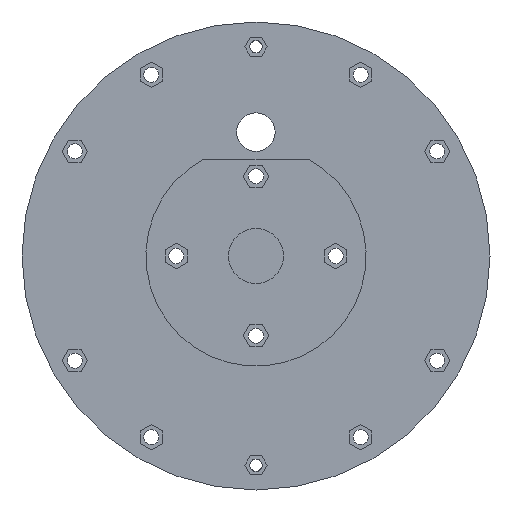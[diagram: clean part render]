
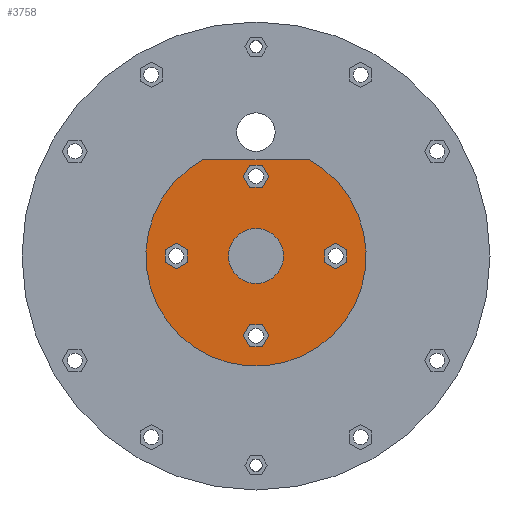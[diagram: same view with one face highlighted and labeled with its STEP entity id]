
A CAD part, front view. The second image highlights one B-rep face of the part: STEP entity #3758.
In plain terms, the highlighted planar face has unit normal (0, -1, 0).
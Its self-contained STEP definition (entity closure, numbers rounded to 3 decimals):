
#139=FACE_BOUND('',#715,.T.);
#140=FACE_BOUND('',#716,.T.);
#141=FACE_BOUND('',#717,.T.);
#142=FACE_BOUND('',#718,.T.);
#143=FACE_BOUND('',#719,.T.);
#296=CIRCLE('',#4122,10.);
#299=CIRCLE('',#4127,40.);
#476=FACE_OUTER_BOUND('',#714,.T.);
#714=EDGE_LOOP('',(#3241,#3242));
#715=EDGE_LOOP('',(#3243,#3244,#3245,#3246,#3247,#3248));
#716=EDGE_LOOP('',(#3249,#3250,#3251,#3252,#3253,#3254));
#717=EDGE_LOOP('',(#3255,#3256,#3257,#3258,#3259,#3260));
#718=EDGE_LOOP('',(#3261,#3262,#3263,#3264,#3265,#3266));
#719=EDGE_LOOP('',(#3267));
#771=LINE('',#5254,#1146);
#775=LINE('',#5262,#1150);
#778=LINE('',#5268,#1153);
#781=LINE('',#5274,#1156);
#784=LINE('',#5280,#1159);
#787=LINE('',#5285,#1162);
#789=LINE('',#5293,#1164);
#793=LINE('',#5301,#1168);
#796=LINE('',#5307,#1171);
#799=LINE('',#5313,#1174);
#802=LINE('',#5319,#1177);
#805=LINE('',#5324,#1180);
#807=LINE('',#5332,#1182);
#811=LINE('',#5340,#1186);
#814=LINE('',#5346,#1189);
#817=LINE('',#5352,#1192);
#820=LINE('',#5358,#1195);
#823=LINE('',#5363,#1198);
#825=LINE('',#5371,#1200);
#829=LINE('',#5379,#1204);
#832=LINE('',#5385,#1207);
#835=LINE('',#5391,#1210);
#838=LINE('',#5397,#1213);
#841=LINE('',#5402,#1216);
#1117=LINE('',#6307,#1492);
#1146=VECTOR('',#4173,10.);
#1150=VECTOR('',#4179,10.);
#1153=VECTOR('',#4184,10.);
#1156=VECTOR('',#4189,10.);
#1159=VECTOR('',#4194,10.);
#1162=VECTOR('',#4199,10.);
#1164=VECTOR('',#4207,10.);
#1168=VECTOR('',#4213,10.);
#1171=VECTOR('',#4218,10.);
#1174=VECTOR('',#4223,10.);
#1177=VECTOR('',#4228,10.);
#1180=VECTOR('',#4233,10.);
#1182=VECTOR('',#4241,10.);
#1186=VECTOR('',#4247,10.);
#1189=VECTOR('',#4252,10.);
#1192=VECTOR('',#4257,10.);
#1195=VECTOR('',#4262,10.);
#1198=VECTOR('',#4267,10.);
#1200=VECTOR('',#4275,10.);
#1204=VECTOR('',#4281,10.);
#1207=VECTOR('',#4286,10.);
#1210=VECTOR('',#4291,10.);
#1213=VECTOR('',#4296,10.);
#1216=VECTOR('',#4301,10.);
#1492=VECTOR('',#5141,10.);
#1521=VERTEX_POINT('',#5252);
#1522=VERTEX_POINT('',#5253);
#1525=VERTEX_POINT('',#5261);
#1527=VERTEX_POINT('',#5267);
#1529=VERTEX_POINT('',#5273);
#1531=VERTEX_POINT('',#5279);
#1534=VERTEX_POINT('',#5291);
#1535=VERTEX_POINT('',#5292);
#1538=VERTEX_POINT('',#5300);
#1540=VERTEX_POINT('',#5306);
#1542=VERTEX_POINT('',#5312);
#1544=VERTEX_POINT('',#5318);
#1547=VERTEX_POINT('',#5330);
#1548=VERTEX_POINT('',#5331);
#1551=VERTEX_POINT('',#5339);
#1553=VERTEX_POINT('',#5345);
#1555=VERTEX_POINT('',#5351);
#1557=VERTEX_POINT('',#5357);
#1560=VERTEX_POINT('',#5369);
#1561=VERTEX_POINT('',#5370);
#1564=VERTEX_POINT('',#5378);
#1566=VERTEX_POINT('',#5384);
#1568=VERTEX_POINT('',#5390);
#1570=VERTEX_POINT('',#5396);
#1857=VERTEX_POINT('',#6290);
#1861=VERTEX_POINT('',#6300);
#1862=VERTEX_POINT('',#6302);
#1867=EDGE_CURVE('',#1521,#1522,#771,.T.);
#1871=EDGE_CURVE('',#1522,#1525,#775,.T.);
#1874=EDGE_CURVE('',#1525,#1527,#778,.T.);
#1877=EDGE_CURVE('',#1527,#1529,#781,.T.);
#1880=EDGE_CURVE('',#1531,#1521,#784,.T.);
#1883=EDGE_CURVE('',#1529,#1531,#787,.T.);
#1886=EDGE_CURVE('',#1534,#1535,#789,.T.);
#1890=EDGE_CURVE('',#1535,#1538,#793,.T.);
#1893=EDGE_CURVE('',#1538,#1540,#796,.T.);
#1896=EDGE_CURVE('',#1540,#1542,#799,.T.);
#1899=EDGE_CURVE('',#1544,#1534,#802,.T.);
#1902=EDGE_CURVE('',#1542,#1544,#805,.T.);
#1905=EDGE_CURVE('',#1547,#1548,#807,.T.);
#1909=EDGE_CURVE('',#1548,#1551,#811,.T.);
#1912=EDGE_CURVE('',#1551,#1553,#814,.T.);
#1915=EDGE_CURVE('',#1553,#1555,#817,.T.);
#1918=EDGE_CURVE('',#1557,#1547,#820,.T.);
#1921=EDGE_CURVE('',#1555,#1557,#823,.T.);
#1924=EDGE_CURVE('',#1560,#1561,#825,.T.);
#1928=EDGE_CURVE('',#1561,#1564,#829,.T.);
#1931=EDGE_CURVE('',#1564,#1566,#832,.T.);
#1934=EDGE_CURVE('',#1566,#1568,#835,.T.);
#1937=EDGE_CURVE('',#1570,#1560,#838,.T.);
#1940=EDGE_CURVE('',#1568,#1570,#841,.T.);
#2357=EDGE_CURVE('',#1857,#1857,#296,.T.);
#2362=EDGE_CURVE('',#1861,#1862,#299,.T.);
#2365=EDGE_CURVE('',#1862,#1861,#1117,.T.);
#3241=ORIENTED_EDGE('',*,*,#2365,.F.);
#3242=ORIENTED_EDGE('',*,*,#2362,.F.);
#3243=ORIENTED_EDGE('',*,*,#1877,.T.);
#3244=ORIENTED_EDGE('',*,*,#1883,.T.);
#3245=ORIENTED_EDGE('',*,*,#1880,.T.);
#3246=ORIENTED_EDGE('',*,*,#1867,.T.);
#3247=ORIENTED_EDGE('',*,*,#1871,.T.);
#3248=ORIENTED_EDGE('',*,*,#1874,.T.);
#3249=ORIENTED_EDGE('',*,*,#1896,.T.);
#3250=ORIENTED_EDGE('',*,*,#1902,.T.);
#3251=ORIENTED_EDGE('',*,*,#1899,.T.);
#3252=ORIENTED_EDGE('',*,*,#1886,.T.);
#3253=ORIENTED_EDGE('',*,*,#1890,.T.);
#3254=ORIENTED_EDGE('',*,*,#1893,.T.);
#3255=ORIENTED_EDGE('',*,*,#1915,.T.);
#3256=ORIENTED_EDGE('',*,*,#1921,.T.);
#3257=ORIENTED_EDGE('',*,*,#1918,.T.);
#3258=ORIENTED_EDGE('',*,*,#1905,.T.);
#3259=ORIENTED_EDGE('',*,*,#1909,.T.);
#3260=ORIENTED_EDGE('',*,*,#1912,.T.);
#3261=ORIENTED_EDGE('',*,*,#1934,.T.);
#3262=ORIENTED_EDGE('',*,*,#1940,.T.);
#3263=ORIENTED_EDGE('',*,*,#1937,.T.);
#3264=ORIENTED_EDGE('',*,*,#1924,.T.);
#3265=ORIENTED_EDGE('',*,*,#1928,.T.);
#3266=ORIENTED_EDGE('',*,*,#1931,.T.);
#3267=ORIENTED_EDGE('',*,*,#2357,.F.);
#3572=PLANE('',#4129);
#3758=ADVANCED_FACE('',(#476,#139,#140,#141,#142,#143),#3572,.T.);
#4122=AXIS2_PLACEMENT_3D('',#6291,#5123,#5124);
#4127=AXIS2_PLACEMENT_3D('',#6303,#5135,#5136);
#4129=AXIS2_PLACEMENT_3D('',#6308,#5142,#5143);
#4173=DIRECTION('',(1.,0.,0.));
#4179=DIRECTION('',(0.5,0.,-0.866));
#4184=DIRECTION('',(-0.5,0.,-0.866));
#4189=DIRECTION('',(-1.,0.,0.));
#4194=DIRECTION('',(0.5,0.,0.866));
#4199=DIRECTION('',(-0.5,0.,0.866));
#4207=DIRECTION('',(0.,0.,-1.));
#4213=DIRECTION('',(-0.866,0.,-0.5));
#4218=DIRECTION('',(-0.866,0.,0.5));
#4223=DIRECTION('',(0.,0.,1.));
#4228=DIRECTION('',(0.866,0.,-0.5));
#4233=DIRECTION('',(0.866,0.,0.5));
#4241=DIRECTION('',(0.,0.,1.));
#4247=DIRECTION('',(0.866,0.,0.5));
#4252=DIRECTION('',(0.866,0.,-0.5));
#4257=DIRECTION('',(0.,0.,-1.));
#4262=DIRECTION('',(-0.866,0.,0.5));
#4267=DIRECTION('',(-0.866,0.,-0.5));
#4275=DIRECTION('',(0.5,0.,0.866));
#4281=DIRECTION('',(1.,0.,0.));
#4286=DIRECTION('',(0.5,0.,-0.866));
#4291=DIRECTION('',(-0.5,0.,-0.866));
#4296=DIRECTION('',(-0.5,0.,0.866));
#4301=DIRECTION('',(-1.,0.,0.));
#5123=DIRECTION('center_axis',(0.,-1.,0.));
#5124=DIRECTION('ref_axis',(-1.,0.,0.));
#5135=DIRECTION('center_axis',(0.,1.,0.));
#5136=DIRECTION('ref_axis',(-0.484,0.,0.875));
#5141=DIRECTION('',(1.,0.,0.));
#5142=DIRECTION('center_axis',(0.,-1.,0.));
#5143=DIRECTION('ref_axis',(0.,0.,-1.));
#5252=CARTESIAN_POINT('',(-2.317,1.5,33.013));
#5253=CARTESIAN_POINT('',(2.317,1.5,33.013));
#5254=CARTESIAN_POINT('',(-1.158,1.5,33.013));
#5261=CARTESIAN_POINT('',(4.633,1.5,29.));
#5262=CARTESIAN_POINT('',(9.716,1.5,20.197));
#5267=CARTESIAN_POINT('',(2.317,1.5,24.988));
#5268=CARTESIAN_POINT('',(-2.766,1.5,16.184));
#5273=CARTESIAN_POINT('',(-2.317,1.5,24.988));
#5274=CARTESIAN_POINT('',(1.158,1.5,24.988));
#5279=CARTESIAN_POINT('',(-4.633,1.5,29.));
#5280=CARTESIAN_POINT('',(-10.874,1.5,18.191));
#5285=CARTESIAN_POINT('',(3.924,1.5,14.178));
#5291=CARTESIAN_POINT('',(33.013,1.5,2.317));
#5292=CARTESIAN_POINT('',(33.013,1.5,-2.317));
#5293=CARTESIAN_POINT('',(33.013,1.5,-0.092));
#5300=CARTESIAN_POINT('',(29.,1.5,-4.633));
#5301=CARTESIAN_POINT('',(20.593,1.5,-9.487));
#5306=CARTESIAN_POINT('',(24.988,1.5,-2.317));
#5307=CARTESIAN_POINT('',(17.663,1.5,1.912));
#5312=CARTESIAN_POINT('',(24.988,1.5,2.317));
#5313=CARTESIAN_POINT('',(24.988,1.5,-2.408));
#5318=CARTESIAN_POINT('',(29.,1.5,4.633));
#5319=CARTESIAN_POINT('',(19.669,1.5,10.02));
#5324=CARTESIAN_POINT('',(14.574,1.5,-3.695));
#5330=CARTESIAN_POINT('',(-33.013,1.5,-2.317));
#5331=CARTESIAN_POINT('',(-33.013,1.5,2.317));
#5332=CARTESIAN_POINT('',(-33.013,1.5,-2.408));
#5339=CARTESIAN_POINT('',(-29.,1.5,4.633));
#5340=CARTESIAN_POINT('',(-21.676,1.5,8.862));
#5345=CARTESIAN_POINT('',(-24.988,1.5,2.317));
#5346=CARTESIAN_POINT('',(-16.581,1.5,-2.537));
#5351=CARTESIAN_POINT('',(-24.988,1.5,-2.317));
#5352=CARTESIAN_POINT('',(-24.988,1.5,-0.092));
#5357=CARTESIAN_POINT('',(-29.,1.5,-4.633));
#5358=CARTESIAN_POINT('',(-18.587,1.5,-10.645));
#5363=CARTESIAN_POINT('',(-15.657,1.5,3.07));
#5369=CARTESIAN_POINT('',(-4.633,1.5,-29.));
#5370=CARTESIAN_POINT('',(-2.317,1.5,-24.988));
#5371=CARTESIAN_POINT('',(1.683,1.5,-18.059));
#5378=CARTESIAN_POINT('',(2.317,1.5,-24.988));
#5379=CARTESIAN_POINT('',(-1.158,1.5,-24.988));
#5384=CARTESIAN_POINT('',(4.633,1.5,-29.));
#5385=CARTESIAN_POINT('',(-2.842,1.5,-16.053));
#5390=CARTESIAN_POINT('',(2.317,1.5,-33.013));
#5391=CARTESIAN_POINT('',(9.791,1.5,-20.066));
#5396=CARTESIAN_POINT('',(-2.317,1.5,-33.013));
#5397=CARTESIAN_POINT('',(-8.633,1.5,-22.072));
#5402=CARTESIAN_POINT('',(1.158,1.5,-33.013));
#6290=CARTESIAN_POINT('',(-10.,1.5,0.));
#6291=CARTESIAN_POINT('Origin',(0.,1.5,0.));
#6300=CARTESIAN_POINT('',(19.365,1.5,35.));
#6302=CARTESIAN_POINT('',(-19.365,1.5,35.));
#6303=CARTESIAN_POINT('Origin',(0.,1.5,0.));
#6307=CARTESIAN_POINT('',(19.365,1.5,35.));
#6308=CARTESIAN_POINT('Origin',(0.,1.5,-2.5));
